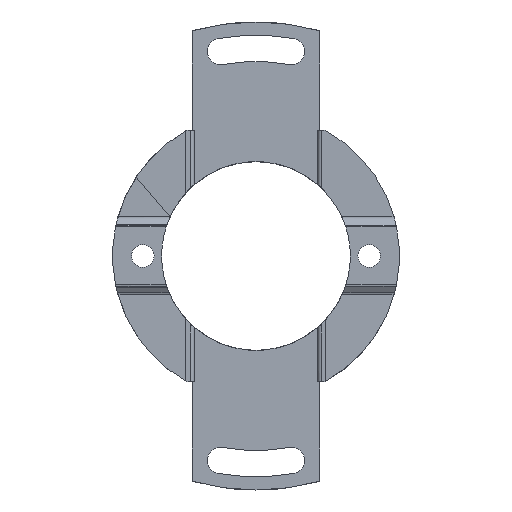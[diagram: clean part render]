
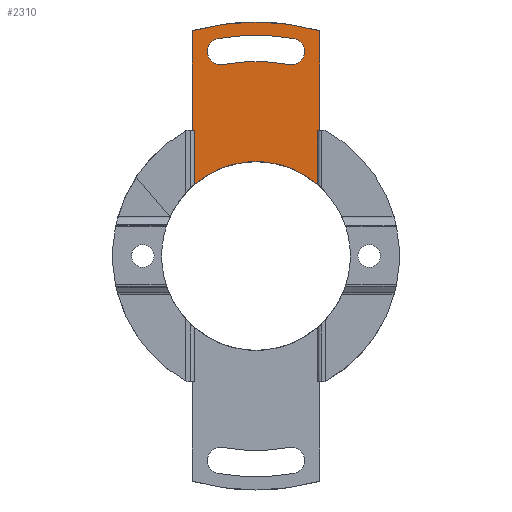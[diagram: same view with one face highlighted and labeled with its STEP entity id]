
A CAD part, top view. The second image highlights one B-rep face of the part: STEP entity #2310.
In plain terms, the highlighted planar face has unit normal (0, 0, 1).
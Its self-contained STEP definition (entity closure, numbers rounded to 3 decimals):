
#60 = DIRECTION ( 'NONE',  ( -1., 0., 0. ) ) ;
#61 = ORIENTED_EDGE ( 'NONE', *, *, #2255, .F. ) ;
#84 = CARTESIAN_POINT ( 'NONE',  ( 8.168, 16.642, -5.2 ) ) ;
#87 = VERTEX_POINT ( 'NONE', #1649 ) ;
#169 = FACE_BOUND ( 'NONE', #832, .T. ) ;
#260 = CIRCLE ( 'NONE', #1442, 1.75 ) ;
#268 = EDGE_CURVE ( 'NONE', #936, #1155, #2924, .T. ) ;
#286 = CARTESIAN_POINT ( 'NONE',  ( -8.168, 0., -5.2 ) ) ;
#332 = AXIS2_PLACEMENT_3D ( 'NONE', #534, #1948, #3367 ) ;
#392 = LINE ( 'NONE', #84, #1054 ) ;
#464 = VERTEX_POINT ( 'NONE', #2192 ) ;
#467 = EDGE_CURVE ( 'NONE', #87, #1718, #1432, .T. ) ;
#469 = EDGE_LOOP ( 'NONE', ( #3018, #1831, #518, #4085, #1455, #2650, #3277, #2290 ) ) ;
#478 = VERTEX_POINT ( 'NONE', #2704 ) ;
#514 = LINE ( 'NONE', #3267, #696 ) ;
#518 = ORIENTED_EDGE ( 'NONE', *, *, #839, .T. ) ;
#530 = EDGE_CURVE ( 'NONE', #2466, #3601, #2396, .T. ) ;
#534 = CARTESIAN_POINT ( 'NONE',  ( 0., 0., -5.2 ) ) ;
#538 = CIRCLE ( 'NONE', #1712, 25.75 ) ;
#589 = DIRECTION ( 'NONE',  ( 0., 0., 1. ) ) ;
#696 = VECTOR ( 'NONE', #1904, 1000. ) ;
#717 = DIRECTION ( 'NONE',  ( -1., 0., 0. ) ) ;
#832 = EDGE_LOOP ( 'NONE', ( #3438, #2505, #867, #61, #3257 ) ) ;
#839 = EDGE_CURVE ( 'NONE', #1155, #3601, #514, .T. ) ;
#867 = ORIENTED_EDGE ( 'NONE', *, *, #467, .F. ) ;
#869 = LINE ( 'NONE', #1946, #3006 ) ;
#936 = VERTEX_POINT ( 'NONE', #4449 ) ;
#950 = PLANE ( 'NONE',  #1426 ) ;
#975 = VERTEX_POINT ( 'NONE', #4488 ) ;
#994 = DIRECTION ( 'NONE',  ( 0., 0., -1. ) ) ;
#1019 = EDGE_CURVE ( 'NONE', #4553, #936, #2262, .T. ) ;
#1040 = CARTESIAN_POINT ( 'NONE',  ( -8.168, 16.642, -5.2 ) ) ;
#1054 = VECTOR ( 'NONE', #60, 1000. ) ;
#1155 = VERTEX_POINT ( 'NONE', #2968 ) ;
#1232 = VERTEX_POINT ( 'NONE', #3665 ) ;
#1266 = CARTESIAN_POINT ( 'NONE',  ( -4.408, 25.37, -5.2 ) ) ;
#1289 = LINE ( 'NONE', #2719, #2025 ) ;
#1426 = AXIS2_PLACEMENT_3D ( 'NONE', #3074, #4100, #3706 ) ;
#1432 = CIRCLE ( 'NONE', #1661, 1.75 ) ;
#1442 = AXIS2_PLACEMENT_3D ( 'NONE', #2874, #4305, #3787 ) ;
#1455 = ORIENTED_EDGE ( 'NONE', *, *, #2817, .T. ) ;
#1532 = CARTESIAN_POINT ( 'NONE',  ( -8.426, 16.642, -5.2 ) ) ;
#1565 = FACE_OUTER_BOUND ( 'NONE', #469, .T. ) ;
#1643 = DIRECTION ( 'NONE',  ( 0., 1., 0. ) ) ;
#1649 = CARTESIAN_POINT ( 'NONE',  ( -6.457, 27.094, -5.2 ) ) ;
#1661 = AXIS2_PLACEMENT_3D ( 'NONE', #4063, #2533, #1918 ) ;
#1662 = DIRECTION ( 'NONE',  ( 0., 1., 0. ) ) ;
#1712 = AXIS2_PLACEMENT_3D ( 'NONE', #4177, #4510, #2336 ) ;
#1718 = VERTEX_POINT ( 'NONE', #1266 ) ;
#1831 = ORIENTED_EDGE ( 'NONE', *, *, #268, .T. ) ;
#1896 = AXIS2_PLACEMENT_3D ( 'NONE', #2277, #4089, #4379 ) ;
#1904 = DIRECTION ( 'NONE',  ( 1., 0., 0. ) ) ;
#1918 = DIRECTION ( 'NONE',  ( 1., 0., 0. ) ) ;
#1946 = CARTESIAN_POINT ( 'NONE',  ( 8.168, 0., -5.2 ) ) ;
#1948 = DIRECTION ( 'NONE',  ( 0., 0., 1. ) ) ;
#1958 = AXIS2_PLACEMENT_3D ( 'NONE', #2352, #589, #2329 ) ;
#2025 = VECTOR ( 'NONE', #1643, 1000. ) ;
#2192 = CARTESIAN_POINT ( 'NONE',  ( 8.168, 9.462, -5.2 ) ) ;
#2213 = CARTESIAN_POINT ( 'NONE',  ( 8.426, 29.833, -5.2 ) ) ;
#2226 = EDGE_CURVE ( 'NONE', #3980, #4553, #1289, .T. ) ;
#2255 = EDGE_CURVE ( 'NONE', #1232, #87, #3742, .T. ) ;
#2262 = CIRCLE ( 'NONE', #332, 31. ) ;
#2277 = CARTESIAN_POINT ( 'NONE',  ( 0., 0., -5.2 ) ) ;
#2290 = ORIENTED_EDGE ( 'NONE', *, *, #2226, .T. ) ;
#2293 = CARTESIAN_POINT ( 'NONE',  ( 4.408, 25.37, -5.2 ) ) ;
#2310 = ADVANCED_FACE ( 'NONE', ( #1565, #169 ), #950, .T. ) ;
#2329 = DIRECTION ( 'NONE',  ( 1., 0., 0. ) ) ;
#2336 = DIRECTION ( 'NONE',  ( 1., 0., 0. ) ) ;
#2352 = CARTESIAN_POINT ( 'NONE',  ( -4.707, 27.094, -5.2 ) ) ;
#2396 = LINE ( 'NONE', #286, #4500 ) ;
#2399 = VECTOR ( 'NONE', #2896, 1000. ) ;
#2415 = CARTESIAN_POINT ( 'NONE',  ( 8.426, 16.642, -5.2 ) ) ;
#2457 = CARTESIAN_POINT ( 'NONE',  ( 0., 0., -5.2 ) ) ;
#2466 = VERTEX_POINT ( 'NONE', #2797 ) ;
#2505 = ORIENTED_EDGE ( 'NONE', *, *, #4240, .T. ) ;
#2533 = DIRECTION ( 'NONE',  ( 0., 0., 1. ) ) ;
#2542 = AXIS2_PLACEMENT_3D ( 'NONE', #2457, #994, #717 ) ;
#2650 = ORIENTED_EDGE ( 'NONE', *, *, #3419, .T. ) ;
#2704 = CARTESIAN_POINT ( 'NONE',  ( 8.168, 16.642, -5.2 ) ) ;
#2719 = CARTESIAN_POINT ( 'NONE',  ( 8.426, 0., -5.2 ) ) ;
#2797 = CARTESIAN_POINT ( 'NONE',  ( -8.168, 9.462, -5.2 ) ) ;
#2817 = EDGE_CURVE ( 'NONE', #2466, #464, #3814, .T. ) ;
#2874 = CARTESIAN_POINT ( 'NONE',  ( 4.707, 27.094, -5.2 ) ) ;
#2876 = EDGE_CURVE ( 'NONE', #3980, #478, #392, .T. ) ;
#2896 = DIRECTION ( 'NONE',  ( 0., -1., 0. ) ) ;
#2924 = LINE ( 'NONE', #1532, #2399 ) ;
#2968 = CARTESIAN_POINT ( 'NONE',  ( -8.426, 16.642, -5.2 ) ) ;
#3006 = VECTOR ( 'NONE', #1662, 1000. ) ;
#3018 = ORIENTED_EDGE ( 'NONE', *, *, #1019, .T. ) ;
#3074 = CARTESIAN_POINT ( 'NONE',  ( 0., 0., -5.2 ) ) ;
#3104 = VERTEX_POINT ( 'NONE', #2293 ) ;
#3257 = ORIENTED_EDGE ( 'NONE', *, *, #3881, .F. ) ;
#3267 = CARTESIAN_POINT ( 'NONE',  ( 0., 16.642, -5.2 ) ) ;
#3277 = ORIENTED_EDGE ( 'NONE', *, *, #2876, .F. ) ;
#3303 = CIRCLE ( 'NONE', #1896, 29.25 ) ;
#3367 = DIRECTION ( 'NONE',  ( 1., 0., 0. ) ) ;
#3419 = EDGE_CURVE ( 'NONE', #464, #478, #869, .T. ) ;
#3438 = ORIENTED_EDGE ( 'NONE', *, *, #3927, .F. ) ;
#3601 = VERTEX_POINT ( 'NONE', #1040 ) ;
#3665 = CARTESIAN_POINT ( 'NONE',  ( -5.007, 28.818, -5.2 ) ) ;
#3706 = DIRECTION ( 'NONE',  ( 1., 0., 0. ) ) ;
#3742 = CIRCLE ( 'NONE', #1958, 1.75 ) ;
#3787 = DIRECTION ( 'NONE',  ( 1., 0., 0. ) ) ;
#3814 = CIRCLE ( 'NONE', #2542, 12.5 ) ;
#3819 = DIRECTION ( 'NONE',  ( 0., 1., 0. ) ) ;
#3881 = EDGE_CURVE ( 'NONE', #975, #1232, #3303, .T. ) ;
#3927 = EDGE_CURVE ( 'NONE', #3104, #975, #260, .T. ) ;
#3980 = VERTEX_POINT ( 'NONE', #2415 ) ;
#4063 = CARTESIAN_POINT ( 'NONE',  ( -4.707, 27.094, -5.2 ) ) ;
#4085 = ORIENTED_EDGE ( 'NONE', *, *, #530, .F. ) ;
#4089 = DIRECTION ( 'NONE',  ( 0., 0., 1. ) ) ;
#4100 = DIRECTION ( 'NONE',  ( 0., 0., 1. ) ) ;
#4177 = CARTESIAN_POINT ( 'NONE',  ( 0., 0., -5.2 ) ) ;
#4240 = EDGE_CURVE ( 'NONE', #3104, #1718, #538, .T. ) ;
#4305 = DIRECTION ( 'NONE',  ( 0., 0., 1. ) ) ;
#4379 = DIRECTION ( 'NONE',  ( 1., 0., 0. ) ) ;
#4449 = CARTESIAN_POINT ( 'NONE',  ( -8.426, 29.833, -5.2 ) ) ;
#4488 = CARTESIAN_POINT ( 'NONE',  ( 5.007, 28.818, -5.2 ) ) ;
#4500 = VECTOR ( 'NONE', #3819, 1000. ) ;
#4510 = DIRECTION ( 'NONE',  ( 0., 0., 1. ) ) ;
#4553 = VERTEX_POINT ( 'NONE', #2213 ) ;
